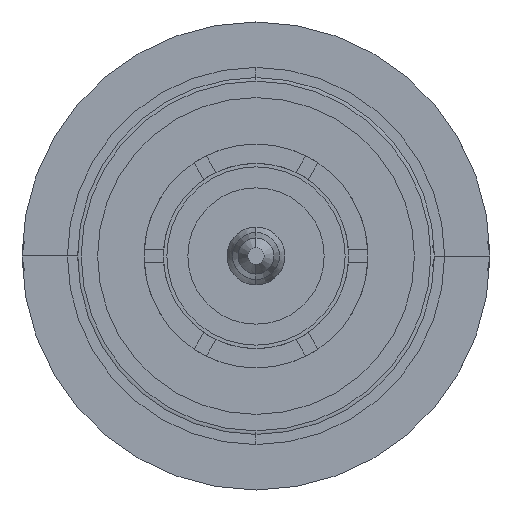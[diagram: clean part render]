
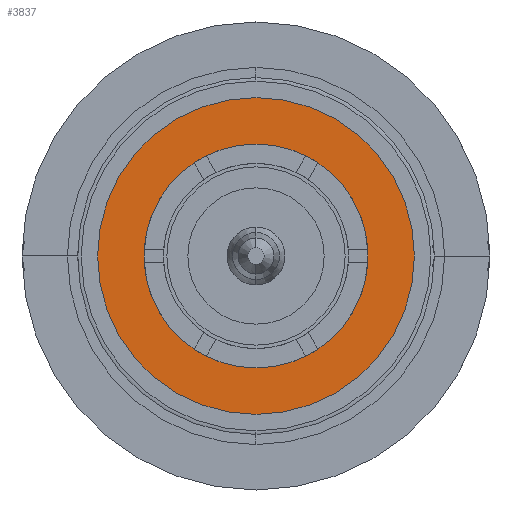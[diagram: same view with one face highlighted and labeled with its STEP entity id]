
A CAD part, front view. The second image highlights one B-rep face of the part: STEP entity #3837.
In plain terms, the highlighted face is planar.
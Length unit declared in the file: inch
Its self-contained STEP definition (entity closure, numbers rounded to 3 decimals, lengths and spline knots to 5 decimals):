
#65 = VERTEX_POINT ( 'NONE', #4635 ) ;
#74 = AXIS2_PLACEMENT_3D ( 'NONE', #2676, #401, #4089 ) ;
#153 = VERTEX_POINT ( 'NONE', #4477 ) ;
#384 = DIRECTION ( 'NONE',  ( 0., 1., 0. ) ) ;
#391 = CIRCLE ( 'NONE', #2974, 0.16 ) ;
#401 = DIRECTION ( 'NONE',  ( 1., 0., 0. ) ) ;
#625 = CARTESIAN_POINT ( 'NONE',  ( 0.23524, 0.2265, 0. ) ) ;
#1138 = VERTEX_POINT ( 'NONE', #1561 ) ;
#1167 = DIRECTION ( 'NONE',  ( 1., 0., 0. ) ) ;
#1455 = AXIS2_PLACEMENT_3D ( 'NONE', #4491, #2745, #1600 ) ;
#1497 = DIRECTION ( 'NONE',  ( 1., 0., 0. ) ) ;
#1561 = CARTESIAN_POINT ( 'NONE',  ( 0.23524, -0.16, 0. ) ) ;
#1600 = DIRECTION ( 'NONE',  ( 0., 1., 0. ) ) ;
#1811 = PLANE ( 'NONE',  #4731 ) ;
#1960 = EDGE_CURVE ( 'Edge9', #65, #1138, #391, .T. ) ;
#2144 = DIRECTION ( 'NONE',  ( 0., 1., 0. ) ) ;
#2161 = CIRCLE ( 'NONE', #2314, 0.2265 ) ;
#2314 = AXIS2_PLACEMENT_3D ( 'NONE', #4440, #1167, #2617 ) ;
#2364 = ORIENTED_EDGE ( 'NONE', *, *, #4686, .T. ) ;
#2526 = CIRCLE ( 'NONE', #1455, 0.2265 ) ;
#2617 = DIRECTION ( 'NONE',  ( 0., 1., 0. ) ) ;
#2676 = CARTESIAN_POINT ( 'NONE',  ( 0.23524, 0., 0. ) ) ;
#2745 = DIRECTION ( 'NONE',  ( 1., 0., 0. ) ) ;
#2974 = AXIS2_PLACEMENT_3D ( 'NONE', #3297, #1497, #2144 ) ;
#3029 = ORIENTED_EDGE ( 'NONE', *, *, #3454, .F. ) ;
#3117 = EDGE_CURVE ( 'Edge3', #3551, #153, #2161, .T. ) ;
#3244 = EDGE_LOOP ( 'NONE', ( #4558, #2364 ) ) ;
#3297 = CARTESIAN_POINT ( 'NONE',  ( 0.23524, 0., 0. ) ) ;
#3318 = DIRECTION ( 'NONE',  ( 1., 0., 0. ) ) ;
#3454 = EDGE_CURVE ( 'Edge9', #1138, #65, #4485, .T. ) ;
#3551 = VERTEX_POINT ( 'NONE', #625 ) ;
#3653 = FACE_BOUND ( 'NONE', #4182, .T. ) ;
#3837 = ADVANCED_FACE ( 'Face1', ( #4708, #3653 ), #1811, .T. ) ;
#3923 = ORIENTED_EDGE ( 'NONE', *, *, #1960, .F. ) ;
#4089 = DIRECTION ( 'NONE',  ( 0., 1., 0. ) ) ;
#4182 = EDGE_LOOP ( 'NONE', ( #3029, #3923 ) ) ;
#4339 = CARTESIAN_POINT ( 'NONE',  ( 0.23524, 0., 0. ) ) ;
#4440 = CARTESIAN_POINT ( 'NONE',  ( 0.23524, 0., 0. ) ) ;
#4477 = CARTESIAN_POINT ( 'NONE',  ( 0.23524, -0.2265, 0. ) ) ;
#4485 = CIRCLE ( 'NONE', #74, 0.16 ) ;
#4491 = CARTESIAN_POINT ( 'NONE',  ( 0.23524, 0., 0. ) ) ;
#4558 = ORIENTED_EDGE ( 'NONE', *, *, #3117, .T. ) ;
#4635 = CARTESIAN_POINT ( 'NONE',  ( 0.23524, 0.16, 0. ) ) ;
#4686 = EDGE_CURVE ( 'Edge3', #153, #3551, #2526, .T. ) ;
#4708 = FACE_OUTER_BOUND ( 'NONE', #3244, .T. ) ;
#4731 = AXIS2_PLACEMENT_3D ( 'NONE', #4339, #3318, #384 ) ;
